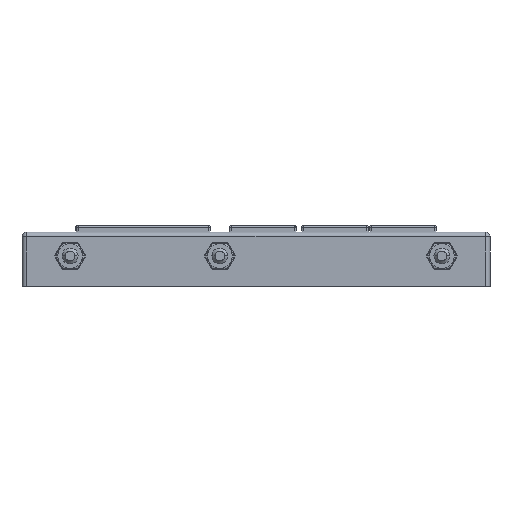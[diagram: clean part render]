
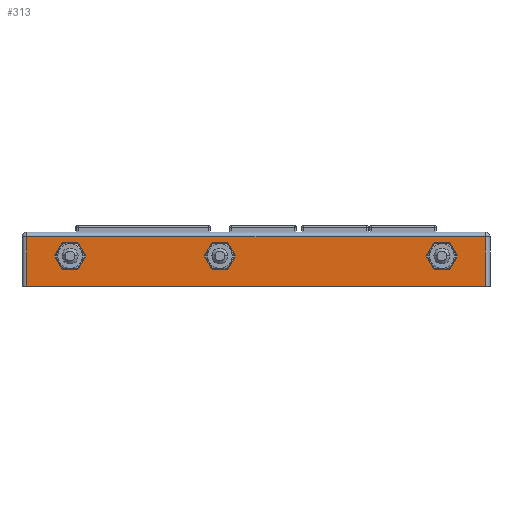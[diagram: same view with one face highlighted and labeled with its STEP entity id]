
A CAD part, front view. The second image highlights one B-rep face of the part: STEP entity #313.
In plain terms, the highlighted planar face has unit normal (0, -1, 0).
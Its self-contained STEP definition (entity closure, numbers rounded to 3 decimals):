
#313=ADVANCED_FACE('NONE',(#1111,#1112,#1113,#1114),#1115,.F.);
#1111=FACE_OUTER_BOUND('',#2497,.T.);
#1112=FACE_BOUND('',#2498,.T.);
#1113=FACE_BOUND('',#2499,.T.);
#1114=FACE_BOUND('',#2500,.T.);
#1115=PLANE('',#2501);
#2497=EDGE_LOOP('',(#4510,#4511,#4512,#4513));
#2498=EDGE_LOOP('',(#4514,#4515,#4516,#4517,#4518,#4519));
#2499=EDGE_LOOP('',(#4520,#4521,#4522,#4523,#4524,#4525));
#2500=EDGE_LOOP('',(#4526,#4527,#4528,#4529,#4530,#4531));
#2501=AXIS2_PLACEMENT_3D('',#4532,#4533,#4534);
#4510=ORIENTED_EDGE('',*,*,#9136,.T.);
#4511=ORIENTED_EDGE('',*,*,#9137,.T.);
#4512=ORIENTED_EDGE('',*,*,#9138,.T.);
#4513=ORIENTED_EDGE('',*,*,#9139,.T.);
#4514=ORIENTED_EDGE('',*,*,#9140,.F.);
#4515=ORIENTED_EDGE('',*,*,#9141,.F.);
#4516=ORIENTED_EDGE('',*,*,#9142,.F.);
#4517=ORIENTED_EDGE('',*,*,#9143,.F.);
#4518=ORIENTED_EDGE('',*,*,#9144,.F.);
#4519=ORIENTED_EDGE('',*,*,#9145,.F.);
#4520=ORIENTED_EDGE('',*,*,#9146,.F.);
#4521=ORIENTED_EDGE('',*,*,#9147,.F.);
#4522=ORIENTED_EDGE('',*,*,#9148,.F.);
#4523=ORIENTED_EDGE('',*,*,#9149,.F.);
#4524=ORIENTED_EDGE('',*,*,#9150,.F.);
#4525=ORIENTED_EDGE('',*,*,#9151,.F.);
#4526=ORIENTED_EDGE('',*,*,#9152,.F.);
#4527=ORIENTED_EDGE('',*,*,#9153,.F.);
#4528=ORIENTED_EDGE('',*,*,#9154,.F.);
#4529=ORIENTED_EDGE('',*,*,#9155,.F.);
#4530=ORIENTED_EDGE('',*,*,#9156,.F.);
#4531=ORIENTED_EDGE('',*,*,#9157,.F.);
#4532=CARTESIAN_POINT('',(-73.5,-41.75,8.5));
#4533=DIRECTION('',(0.,1.0,0.));
#4534=DIRECTION('',(1.0,0.0,0.));
#9136=EDGE_CURVE('NONE',#10936,#10937,#10938,.T.);
#9137=EDGE_CURVE('NONE',#10937,#10939,#10940,.T.);
#9138=EDGE_CURVE('NONE',#10939,#10941,#10942,.T.);
#9139=EDGE_CURVE('NONE',#10941,#10936,#10943,.T.);
#9140=EDGE_CURVE('NONE',#10944,#10945,#10946,.T.);
#9141=EDGE_CURVE('NONE',#10947,#10944,#10948,.T.);
#9142=EDGE_CURVE('NONE',#10949,#10947,#10950,.T.);
#9143=EDGE_CURVE('NONE',#10951,#10949,#10952,.T.);
#9144=EDGE_CURVE('NONE',#10953,#10951,#10954,.T.);
#9145=EDGE_CURVE('NONE',#10945,#10953,#10955,.T.);
#9146=EDGE_CURVE('NONE',#10956,#10957,#10958,.T.);
#9147=EDGE_CURVE('NONE',#10959,#10956,#10960,.T.);
#9148=EDGE_CURVE('NONE',#10961,#10959,#10962,.T.);
#9149=EDGE_CURVE('NONE',#10963,#10961,#10964,.T.);
#9150=EDGE_CURVE('NONE',#10965,#10963,#10966,.T.);
#9151=EDGE_CURVE('NONE',#10957,#10965,#10967,.T.);
#9152=EDGE_CURVE('NONE',#10968,#10969,#10970,.T.);
#9153=EDGE_CURVE('NONE',#10971,#10968,#10972,.T.);
#9154=EDGE_CURVE('NONE',#10973,#10971,#10974,.T.);
#9155=EDGE_CURVE('NONE',#10975,#10973,#10976,.T.);
#9156=EDGE_CURVE('NONE',#10977,#10975,#10978,.T.);
#9157=EDGE_CURVE('NONE',#10969,#10977,#10979,.T.);
#10936=VERTEX_POINT('NONE',#13727);
#10937=VERTEX_POINT('NONE',#13728);
#10938=LINE('',#13729,#13730);
#10939=VERTEX_POINT('NONE',#13731);
#10940=LINE('',#13732,#13733);
#10941=VERTEX_POINT('NONE',#13734);
#10942=LINE('',#13735,#13736);
#10943=LINE('',#13737,#13738);
#10944=VERTEX_POINT('NONE',#13739);
#10945=VERTEX_POINT('NONE',#13740);
#10946=LINE('',#13741,#13742);
#10947=VERTEX_POINT('NONE',#13743);
#10948=LINE('',#13744,#13745);
#10949=VERTEX_POINT('NONE',#13746);
#10950=LINE('',#13747,#13748);
#10951=VERTEX_POINT('NONE',#13749);
#10952=LINE('',#13750,#13751);
#10953=VERTEX_POINT('NONE',#13752);
#10954=LINE('',#13753,#13754);
#10955=LINE('',#13755,#13756);
#10956=VERTEX_POINT('NONE',#13757);
#10957=VERTEX_POINT('NONE',#13758);
#10958=LINE('',#13759,#13760);
#10959=VERTEX_POINT('NONE',#13761);
#10960=LINE('',#13762,#13763);
#10961=VERTEX_POINT('NONE',#13764);
#10962=LINE('',#13765,#13766);
#10963=VERTEX_POINT('NONE',#13767);
#10964=LINE('',#13768,#13769);
#10965=VERTEX_POINT('NONE',#13770);
#10966=LINE('',#13771,#13772);
#10967=LINE('',#13773,#13774);
#10968=VERTEX_POINT('NONE',#13775);
#10969=VERTEX_POINT('NONE',#13776);
#10970=LINE('',#13777,#13778);
#10971=VERTEX_POINT('NONE',#13779);
#10972=LINE('',#13780,#13781);
#10973=VERTEX_POINT('NONE',#13782);
#10974=LINE('',#13783,#13784);
#10975=VERTEX_POINT('NONE',#13785);
#10976=LINE('',#13786,#13787);
#10977=VERTEX_POINT('NONE',#13788);
#10978=LINE('',#13789,#13790);
#10979=LINE('',#13791,#13792);
#13727=CARTESIAN_POINT('',(-72.0,-41.75,-8.5));
#13728=CARTESIAN_POINT('',(72.0,-41.75,-8.5));
#13729=CARTESIAN_POINT('',(-73.5,-41.75,-8.5));
#13730=VECTOR('',#17528,1000.0);
#13731=CARTESIAN_POINT('',(72.0,-41.75,7.0));
#13732=CARTESIAN_POINT('',(72.0,-41.75,8.5));
#13733=VECTOR('',#17529,1000.0);
#13734=CARTESIAN_POINT('',(-72.0,-41.75,7.0));
#13735=CARTESIAN_POINT('',(-73.5,-41.75,7.0));
#13736=VECTOR('',#17530,1000.0);
#13737=CARTESIAN_POINT('',(-72.0,-41.75,8.5));
#13738=VECTOR('',#17531,1000.0);
#13739=CARTESIAN_POINT('',(60.854,-41.75,-3.25));
#13740=CARTESIAN_POINT('',(63.307,-41.75,1.));
#13741=CARTESIAN_POINT('',(60.854,-41.75,-3.25));
#13742=VECTOR('',#17532,1000.0);
#13743=CARTESIAN_POINT('',(55.946,-41.75,-3.25));
#13744=CARTESIAN_POINT('',(55.946,-41.75,-3.25));
#13745=VECTOR('',#17533,1000.0);
#13746=CARTESIAN_POINT('',(53.493,-41.75,1.0));
#13747=CARTESIAN_POINT('',(53.493,-41.75,1.0));
#13748=VECTOR('',#17534,1000.0);
#13749=CARTESIAN_POINT('',(55.946,-41.75,5.25));
#13750=CARTESIAN_POINT('',(55.946,-41.75,5.25));
#13751=VECTOR('',#17535,1000.0);
#13752=CARTESIAN_POINT('',(60.854,-41.75,5.25));
#13753=CARTESIAN_POINT('',(60.854,-41.75,5.25));
#13754=VECTOR('',#17536,1000.0);
#13755=CARTESIAN_POINT('',(63.307,-41.75,1.));
#13756=VECTOR('',#17537,1000.0);
#13757=CARTESIAN_POINT('',(-8.896,-41.75,-3.25));
#13758=CARTESIAN_POINT('',(-6.443,-41.75,1.0));
#13759=CARTESIAN_POINT('',(-8.896,-41.75,-3.25));
#13760=VECTOR('',#17538,1000.0);
#13761=CARTESIAN_POINT('',(-13.804,-41.75,-3.25));
#13762=CARTESIAN_POINT('',(-13.804,-41.75,-3.25));
#13763=VECTOR('',#17539,1000.0);
#13764=CARTESIAN_POINT('',(-16.257,-41.75,1.));
#13765=CARTESIAN_POINT('',(-16.257,-41.75,1.));
#13766=VECTOR('',#17540,1000.0);
#13767=CARTESIAN_POINT('',(-13.804,-41.75,5.25));
#13768=CARTESIAN_POINT('',(-13.804,-41.75,5.25));
#13769=VECTOR('',#17541,1000.0);
#13770=CARTESIAN_POINT('',(-8.896,-41.75,5.25));
#13771=CARTESIAN_POINT('',(-8.896,-41.75,5.25));
#13772=VECTOR('',#17542,1000.0);
#13773=CARTESIAN_POINT('',(-6.443,-41.75,1.0));
#13774=VECTOR('',#17543,1000.0);
#13775=CARTESIAN_POINT('',(-55.946,-41.75,-3.25));
#13776=CARTESIAN_POINT('',(-53.493,-41.75,1.));
#13777=CARTESIAN_POINT('',(-55.946,-41.75,-3.25));
#13778=VECTOR('',#17544,1000.0);
#13779=CARTESIAN_POINT('',(-60.854,-41.75,-3.25));
#13780=CARTESIAN_POINT('',(-60.854,-41.75,-3.25));
#13781=VECTOR('',#17545,1000.0);
#13782=CARTESIAN_POINT('',(-63.307,-41.75,1.));
#13783=CARTESIAN_POINT('',(-63.307,-41.75,1.));
#13784=VECTOR('',#17546,1000.0);
#13785=CARTESIAN_POINT('',(-60.854,-41.75,5.25));
#13786=CARTESIAN_POINT('',(-60.854,-41.75,5.25));
#13787=VECTOR('',#17547,1000.0);
#13788=CARTESIAN_POINT('',(-55.946,-41.75,5.25));
#13789=CARTESIAN_POINT('',(-55.946,-41.75,5.25));
#13790=VECTOR('',#17548,1000.0);
#13791=CARTESIAN_POINT('',(-53.493,-41.75,1.));
#13792=VECTOR('',#17549,1000.0);
#17528=DIRECTION('',(1.0,0.,0.0));
#17529=DIRECTION('',(-0.0,-0.0,1.0));
#17530=DIRECTION('',(-1.0,0.,-0.0));
#17531=DIRECTION('',(0.0,0.0,-1.0));
#17532=DIRECTION('',(0.5,0.0,0.866));
#17533=DIRECTION('',(1.0,0.0,0.));
#17534=DIRECTION('',(0.5,0.0,-0.866));
#17535=DIRECTION('',(-0.5,0.0,-0.866));
#17536=DIRECTION('',(-1.0,0.0,0.0));
#17537=DIRECTION('',(-0.5,0.0,0.866));
#17538=DIRECTION('',(0.5,0.0,0.866));
#17539=DIRECTION('',(1.0,0.0,0.));
#17540=DIRECTION('',(0.5,0.0,-0.866));
#17541=DIRECTION('',(-0.5,0.0,-0.866));
#17542=DIRECTION('',(-1.0,0.0,0.0));
#17543=DIRECTION('',(-0.5,0.0,0.866));
#17544=DIRECTION('',(0.5,0.0,0.866));
#17545=DIRECTION('',(1.0,0.0,0.));
#17546=DIRECTION('',(0.5,0.0,-0.866));
#17547=DIRECTION('',(-0.5,0.0,-0.866));
#17548=DIRECTION('',(-1.0,0.0,0.0));
#17549=DIRECTION('',(-0.5,0.0,0.866));
